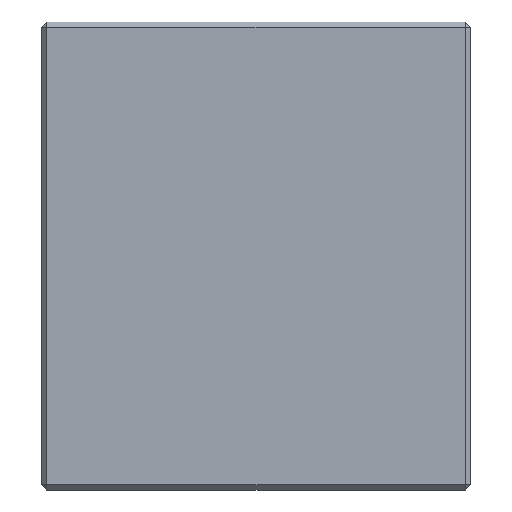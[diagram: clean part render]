
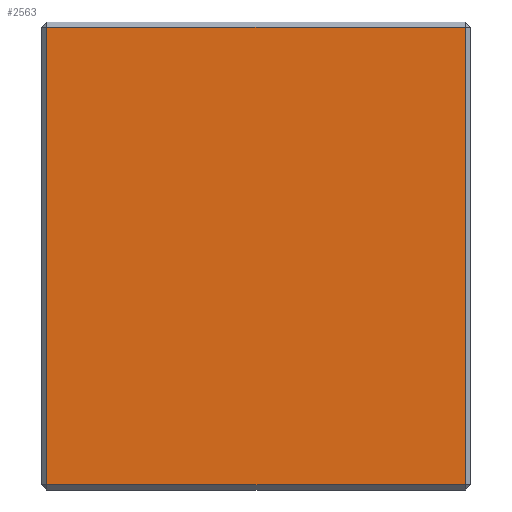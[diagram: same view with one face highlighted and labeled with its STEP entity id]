
A CAD part, front view. The second image highlights one B-rep face of the part: STEP entity #2563.
In plain terms, the highlighted planar face has unit normal (0, -1, 0).
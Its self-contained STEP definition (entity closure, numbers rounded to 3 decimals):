
#21 = AXIS2_PLACEMENT_3D ( 'NONE', #2686, #1737, #1749 ) ;
#43 = FACE_OUTER_BOUND ( 'NONE', #2189, .T. ) ;
#110 = CARTESIAN_POINT ( 'NONE',  ( 80.5, 0., -88. ) ) ;
#149 = EDGE_CURVE ( 'NONE', #3935, #3956, #3125, .T. ) ;
#171 = VECTOR ( 'NONE', #1968, 1000. ) ;
#187 = PLANE ( 'NONE',  #21 ) ;
#269 = VERTEX_POINT ( 'NONE', #110 ) ;
#526 = ORIENTED_EDGE ( 'NONE', *, *, #1728, .T. ) ;
#832 = CARTESIAN_POINT ( 'NONE',  ( 0., 0., 88. ) ) ;
#1093 = VECTOR ( 'NONE', #3210, 1000. ) ;
#1159 = VECTOR ( 'NONE', #1777, 1000. ) ;
#1168 = CARTESIAN_POINT ( 'NONE',  ( -80.5, 0., -88. ) ) ;
#1407 = EDGE_CURVE ( 'NONE', #1738, #3935, #3336, .T. ) ;
#1527 = ORIENTED_EDGE ( 'NONE', *, *, #1407, .T. ) ;
#1652 = EDGE_CURVE ( 'NONE', #269, #1738, #3997, .T. ) ;
#1728 = EDGE_CURVE ( 'NONE', #3956, #269, #2908, .T. ) ;
#1737 = DIRECTION ( 'NONE',  ( 0., 1., 0. ) ) ;
#1738 = VERTEX_POINT ( 'NONE', #2934 ) ;
#1749 = DIRECTION ( 'NONE',  ( 0., 0., 1. ) ) ;
#1777 = DIRECTION ( 'NONE',  ( -1., 0., 0. ) ) ;
#1968 = DIRECTION ( 'NONE',  ( 1., 0., 0. ) ) ;
#2097 = CARTESIAN_POINT ( 'NONE',  ( -80.5, 0., 88. ) ) ;
#2189 = EDGE_LOOP ( 'NONE', ( #2969, #526, #3866, #1527 ) ) ;
#2520 = CARTESIAN_POINT ( 'NONE',  ( 80.5, 0., 0. ) ) ;
#2563 = ADVANCED_FACE ( 'NONE', ( #43 ), #187, .F. ) ;
#2686 = CARTESIAN_POINT ( 'NONE',  ( 0., 0., 0. ) ) ;
#2908 = LINE ( 'NONE', #3224, #171 ) ;
#2934 = CARTESIAN_POINT ( 'NONE',  ( 80.5, 0., 88. ) ) ;
#2969 = ORIENTED_EDGE ( 'NONE', *, *, #149, .T. ) ;
#3125 = LINE ( 'NONE', #3226, #1093 ) ;
#3210 = DIRECTION ( 'NONE',  ( 0., 0., -1. ) ) ;
#3224 = CARTESIAN_POINT ( 'NONE',  ( 0., 0., -88. ) ) ;
#3226 = CARTESIAN_POINT ( 'NONE',  ( -80.5, 0., 0. ) ) ;
#3336 = LINE ( 'NONE', #832, #1159 ) ;
#3481 = DIRECTION ( 'NONE',  ( 0., 0., 1. ) ) ;
#3808 = VECTOR ( 'NONE', #3481, 1000. ) ;
#3866 = ORIENTED_EDGE ( 'NONE', *, *, #1652, .T. ) ;
#3935 = VERTEX_POINT ( 'NONE', #2097 ) ;
#3956 = VERTEX_POINT ( 'NONE', #1168 ) ;
#3997 = LINE ( 'NONE', #2520, #3808 ) ;
